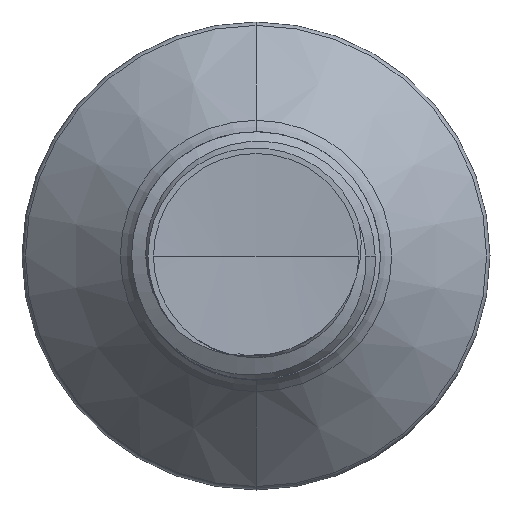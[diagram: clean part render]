
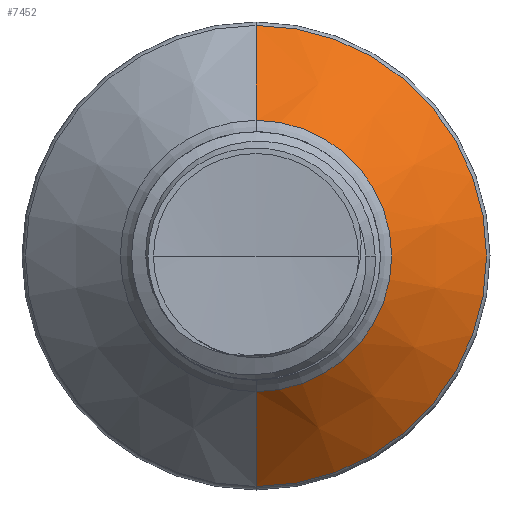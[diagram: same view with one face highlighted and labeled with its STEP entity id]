
A CAD part, front view. The second image highlights one B-rep face of the part: STEP entity #7452.
In plain terms, the highlighted conical face has half-angle 45 degrees and reference radius 3.276 mm.
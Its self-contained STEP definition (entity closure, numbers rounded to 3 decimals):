
#442 = ORIENTED_EDGE ( 'NONE', *, *, #2646, .F. ) ;
#975 = AXIS2_PLACEMENT_3D ( 'NONE', #12458, #10880, #9575 ) ;
#1004 = EDGE_LOOP ( 'NONE', ( #10660, #10301, #5306, #442 ) ) ;
#1013 = VERTEX_POINT ( 'NONE', #8237 ) ;
#1396 = AXIS2_PLACEMENT_3D ( 'NONE', #2078, #2072, #2055 ) ;
#1510 = CIRCLE ( 'NONE', #13423, 3.276 ) ;
#1753 = CARTESIAN_POINT ( 'NONE',  ( 0., 5.607, 0. ) ) ;
#2055 = DIRECTION ( 'NONE',  ( 0., 0., 1. ) ) ;
#2072 = DIRECTION ( 'NONE',  ( 0., 1., 0. ) ) ;
#2078 = CARTESIAN_POINT ( 'NONE',  ( 0., 7.899, 0. ) ) ;
#2646 = EDGE_CURVE ( 'NONE', #9406, #10784, #4456, .T. ) ;
#3080 = DIRECTION ( 'NONE',  ( 0., 0., 1. ) ) ;
#4456 = LINE ( 'NONE', #11624, #8368 ) ;
#5306 = ORIENTED_EDGE ( 'NONE', *, *, #11999, .F. ) ;
#5604 = EDGE_CURVE ( 'NONE', #1013, #7151, #10579, .T. ) ;
#5816 = CONICAL_SURFACE ( 'NONE', #975, 3.276, 0.785 ) ;
#6329 = CARTESIAN_POINT ( 'NONE',  ( 0., 5.607, 3.276 ) ) ;
#6790 = CIRCLE ( 'NONE', #1396, 5.567 ) ;
#7151 = VERTEX_POINT ( 'NONE', #14601 ) ;
#7452 = ADVANCED_FACE ( 'NONE', ( #9695 ), #5816, .T. ) ;
#8237 = CARTESIAN_POINT ( 'NONE',  ( 0., 5.607, -3.276 ) ) ;
#8368 = VECTOR ( 'NONE', #11594, 1000. ) ;
#9406 = VERTEX_POINT ( 'NONE', #6329 ) ;
#9575 = DIRECTION ( 'NONE',  ( 0., 0., 1. ) ) ;
#9695 = FACE_OUTER_BOUND ( 'NONE', #1004, .T. ) ;
#9886 = VECTOR ( 'NONE', #10928, 1000. ) ;
#10301 = ORIENTED_EDGE ( 'NONE', *, *, #5604, .T. ) ;
#10579 = LINE ( 'NONE', #10970, #9886 ) ;
#10660 = ORIENTED_EDGE ( 'NONE', *, *, #13900, .T. ) ;
#10677 = CARTESIAN_POINT ( 'NONE',  ( 0., 7.899, 5.567 ) ) ;
#10693 = DIRECTION ( 'NONE',  ( 0., 1., 0. ) ) ;
#10784 = VERTEX_POINT ( 'NONE', #10677 ) ;
#10880 = DIRECTION ( 'NONE',  ( 0., 1., 0. ) ) ;
#10928 = DIRECTION ( 'NONE',  ( 0., 0.707, -0.707 ) ) ;
#10970 = CARTESIAN_POINT ( 'NONE',  ( 0., 5.607, -3.276 ) ) ;
#11594 = DIRECTION ( 'NONE',  ( 0., 0.707, 0.707 ) ) ;
#11624 = CARTESIAN_POINT ( 'NONE',  ( 0., 5.607, 3.276 ) ) ;
#11999 = EDGE_CURVE ( 'NONE', #10784, #7151, #6790, .T. ) ;
#12458 = CARTESIAN_POINT ( 'NONE',  ( 0., 5.607, 0. ) ) ;
#13423 = AXIS2_PLACEMENT_3D ( 'NONE', #1753, #10693, #3080 ) ;
#13900 = EDGE_CURVE ( 'NONE', #9406, #1013, #1510, .T. ) ;
#14601 = CARTESIAN_POINT ( 'NONE',  ( 0., 7.899, -5.567 ) ) ;
